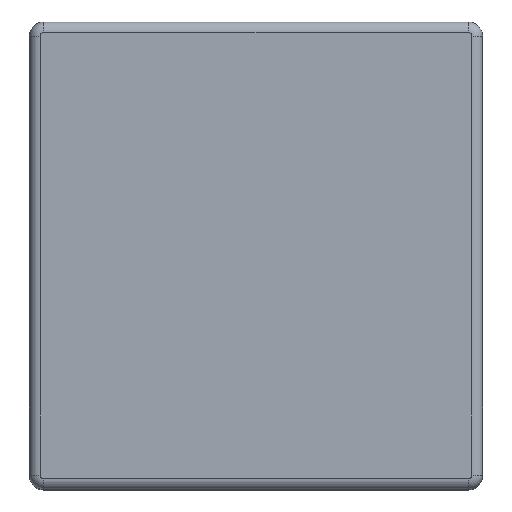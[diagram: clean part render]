
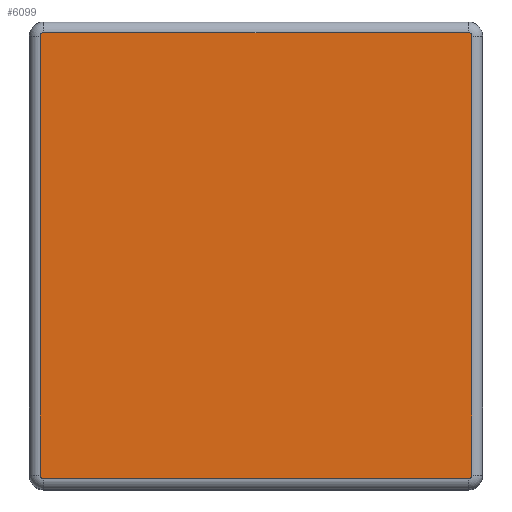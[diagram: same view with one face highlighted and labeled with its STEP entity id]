
A CAD part, top view. The second image highlights one B-rep face of the part: STEP entity #6099.
In plain terms, the highlighted planar face has unit normal (0, 0, 1).
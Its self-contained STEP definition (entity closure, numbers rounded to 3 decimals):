
#250 = CIRCLE ( 'NONE', #3512, 0.05 ) ;
#370 = CARTESIAN_POINT ( 'NONE',  ( 3., 3.15, 4.75 ) ) ;
#410 = ORIENTED_EDGE ( 'NONE', *, *, #6405, .T. ) ;
#465 = EDGE_CURVE ( 'NONE', #8915, #927, #9288, .T. ) ;
#927 = VERTEX_POINT ( 'NONE', #8588 ) ;
#995 = DIRECTION ( 'NONE',  ( 0., 0., 1. ) ) ;
#1099 = CARTESIAN_POINT ( 'NONE',  ( 3.05, 3.1, 4.75 ) ) ;
#1244 = VERTEX_POINT ( 'NONE', #10938 ) ;
#1716 = EDGE_CURVE ( 'NONE', #10414, #4300, #250, .T. ) ;
#1969 = DIRECTION ( 'NONE',  ( 1., 0., 0. ) ) ;
#2289 = CARTESIAN_POINT ( 'NONE',  ( -3., 3.1, 4.75 ) ) ;
#2306 = AXIS2_PLACEMENT_3D ( 'NONE', #5641, #8699, #9528 ) ;
#2361 = DIRECTION ( 'NONE',  ( -1., 0., 0. ) ) ;
#2476 = DIRECTION ( 'NONE',  ( 1., 0., 0. ) ) ;
#2499 = CARTESIAN_POINT ( 'NONE',  ( 3., 3.15, 4.75 ) ) ;
#2500 = EDGE_CURVE ( 'NONE', #4300, #4692, #9119, .T. ) ;
#2525 = DIRECTION ( 'NONE',  ( 0., 0., 1. ) ) ;
#2884 = CARTESIAN_POINT ( 'NONE',  ( 3., -3.1, 4.75 ) ) ;
#3017 = DIRECTION ( 'NONE',  ( 0., 1., 0. ) ) ;
#3123 = VECTOR ( 'NONE', #2361, 1000. ) ;
#3407 = DIRECTION ( 'NONE',  ( 0., -1., 0. ) ) ;
#3512 = AXIS2_PLACEMENT_3D ( 'NONE', #9529, #7748, #9711 ) ;
#3859 = CARTESIAN_POINT ( 'NONE',  ( 3., 3.1, 4.75 ) ) ;
#4300 = VERTEX_POINT ( 'NONE', #2499 ) ;
#4594 = VECTOR ( 'NONE', #3017, 1000. ) ;
#4692 = VERTEX_POINT ( 'NONE', #6002 ) ;
#5152 = VERTEX_POINT ( 'NONE', #7596 ) ;
#5260 = CARTESIAN_POINT ( 'NONE',  ( -3.05, 3.1, 4.75 ) ) ;
#5442 = CIRCLE ( 'NONE', #8089, 0.05 ) ;
#5641 = CARTESIAN_POINT ( 'NONE',  ( -3., -3.1, 4.75 ) ) ;
#6002 = CARTESIAN_POINT ( 'NONE',  ( -3., 3.15, 4.75 ) ) ;
#6099 = ADVANCED_FACE ( 'NONE', ( #9123 ), #10682, .T. ) ;
#6405 = EDGE_CURVE ( 'NONE', #1244, #10414, #8757, .T. ) ;
#7088 = CIRCLE ( 'NONE', #12137, 0.05 ) ;
#7189 = CARTESIAN_POINT ( 'NONE',  ( -3.05, 3.1, 4.75 ) ) ;
#7272 = DIRECTION ( 'NONE',  ( 0., 0., 1. ) ) ;
#7596 = CARTESIAN_POINT ( 'NONE',  ( 3., -3.15, 4.75 ) ) ;
#7748 = DIRECTION ( 'NONE',  ( 0., 0., 1. ) ) ;
#7918 = CARTESIAN_POINT ( 'NONE',  ( 3., -3.15, 4.75 ) ) ;
#7994 = CARTESIAN_POINT ( 'NONE',  ( 3.05, 3.1, 4.75 ) ) ;
#8089 = AXIS2_PLACEMENT_3D ( 'NONE', #2289, #7272, #2476 ) ;
#8410 = EDGE_CURVE ( 'NONE', #4692, #8915, #5442, .T. ) ;
#8488 = ORIENTED_EDGE ( 'NONE', *, *, #1716, .T. ) ;
#8543 = EDGE_LOOP ( 'NONE', ( #12404, #410, #8488, #11815, #10563, #9870, #9353, #11686 ) ) ;
#8588 = CARTESIAN_POINT ( 'NONE',  ( -3.05, -3.1, 4.75 ) ) ;
#8699 = DIRECTION ( 'NONE',  ( 0., 0., 1. ) ) ;
#8757 = LINE ( 'NONE', #1099, #4594 ) ;
#8864 = CARTESIAN_POINT ( 'NONE',  ( -3., -3.15, 4.75 ) ) ;
#8915 = VERTEX_POINT ( 'NONE', #7189 ) ;
#8964 = EDGE_CURVE ( 'NONE', #5152, #1244, #7088, .T. ) ;
#9119 = LINE ( 'NONE', #370, #3123 ) ;
#9123 = FACE_OUTER_BOUND ( 'NONE', #8543, .T. ) ;
#9288 = LINE ( 'NONE', #5260, #11464 ) ;
#9353 = ORIENTED_EDGE ( 'NONE', *, *, #12574, .T. ) ;
#9528 = DIRECTION ( 'NONE',  ( 1., 0., 0. ) ) ;
#9529 = CARTESIAN_POINT ( 'NONE',  ( 3., 3.1, 4.75 ) ) ;
#9638 = DIRECTION ( 'NONE',  ( 1., 0., 0. ) ) ;
#9711 = DIRECTION ( 'NONE',  ( 1., 0., 0. ) ) ;
#9813 = DIRECTION ( 'NONE',  ( 1., 0., 0. ) ) ;
#9870 = ORIENTED_EDGE ( 'NONE', *, *, #465, .T. ) ;
#10281 = AXIS2_PLACEMENT_3D ( 'NONE', #3859, #995, #1969 ) ;
#10414 = VERTEX_POINT ( 'NONE', #7994 ) ;
#10563 = ORIENTED_EDGE ( 'NONE', *, *, #8410, .T. ) ;
#10682 = PLANE ( 'NONE',  #10281 ) ;
#10938 = CARTESIAN_POINT ( 'NONE',  ( 3.05, -3.1, 4.75 ) ) ;
#11464 = VECTOR ( 'NONE', #3407, 1000. ) ;
#11641 = VECTOR ( 'NONE', #9813, 1000. ) ;
#11686 = ORIENTED_EDGE ( 'NONE', *, *, #12123, .T. ) ;
#11779 = LINE ( 'NONE', #7918, #11641 ) ;
#11815 = ORIENTED_EDGE ( 'NONE', *, *, #2500, .T. ) ;
#11869 = CIRCLE ( 'NONE', #2306, 0.05 ) ;
#12123 = EDGE_CURVE ( 'NONE', #12257, #5152, #11779, .T. ) ;
#12137 = AXIS2_PLACEMENT_3D ( 'NONE', #2884, #2525, #9638 ) ;
#12257 = VERTEX_POINT ( 'NONE', #8864 ) ;
#12404 = ORIENTED_EDGE ( 'NONE', *, *, #8964, .T. ) ;
#12574 = EDGE_CURVE ( 'NONE', #927, #12257, #11869, .T. ) ;
